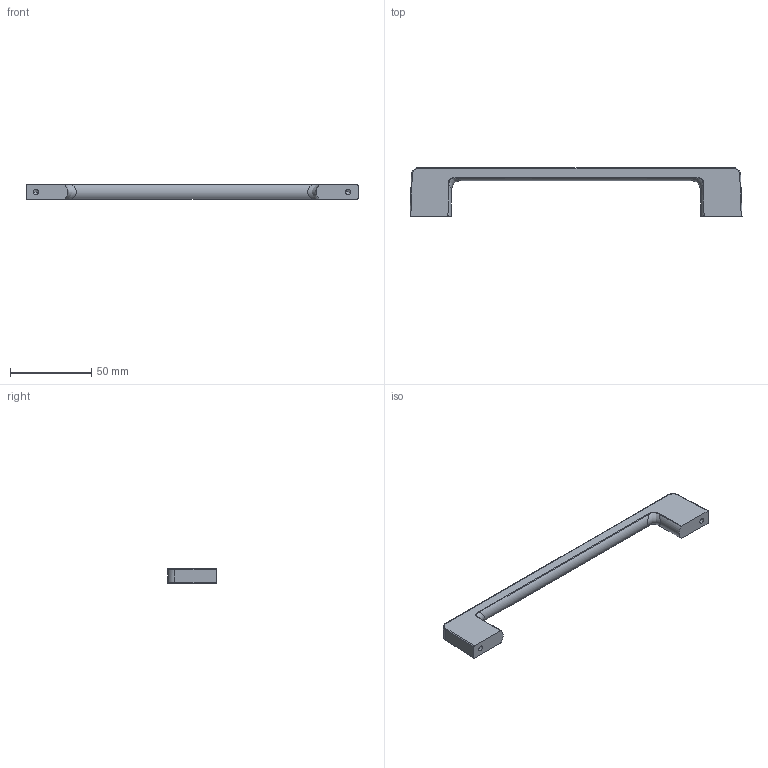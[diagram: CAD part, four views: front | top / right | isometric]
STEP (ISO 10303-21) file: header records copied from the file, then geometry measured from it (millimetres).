
FILE_DESCRIPTION(('Creo Elements/Direct Modeling STEP Export'),'2;1');
FILE_NAME('2027-204.stp','2019-04-02T10:21:58',(''),(''),'Creo Elements/Direct Modeling STEP processor for AP214 (Solid Model)','Creo Elements/Direct Modeling 20.0 12-Nov-2016 (C) Parametric Technology GmbH','');
FILE_SCHEMA(('AUTOMOTIVE_DESIGN { 1 0 10303 214 1 1 1 1 }'));
Length unit declared in the file: millimetre
Products named in the file (2): 2027-204
Assembly tree (1 placements, depth 2):
  2027-204
    2027-204
Bounding box: 204 x 30 x 9.3 mm (x, y, z)
Volume: 23212 mm3; surface area: 9481.8 mm2
Topology: 1 solids, 1 shells, 50 faces, 118 edges, 70 vertices
Faces by surface type: bspline 18, cylinder 13, plane 9, extrusion 6, cone 4
Entity records: 7833 total; most frequent: CARTESIAN_POINT 6868, ORIENTED_EDGE 228, DIRECTION 120, EDGE_CURVE 114, VERTEX_POINT 70, EDGE_LOOP 54, FACE_OUTER_BOUND 50, ADVANCED_FACE 50
